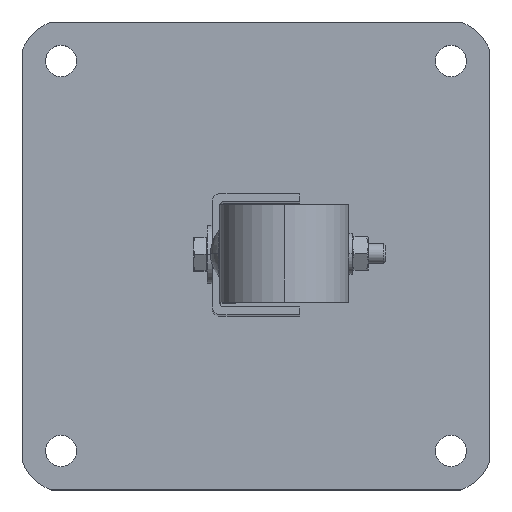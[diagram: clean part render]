
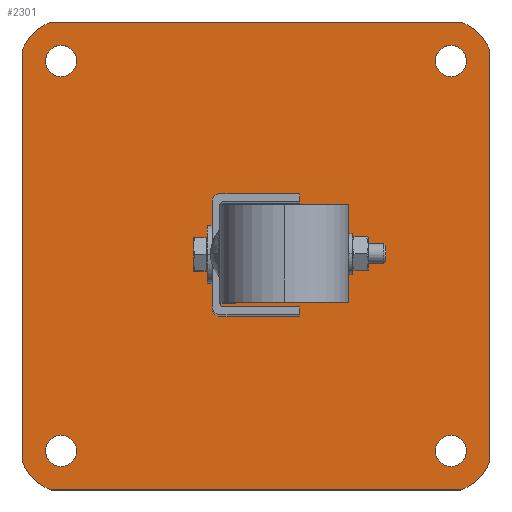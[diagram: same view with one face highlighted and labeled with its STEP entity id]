
A CAD part, top view. The second image highlights one B-rep face of the part: STEP entity #2301.
In plain terms, the highlighted planar face has unit normal (0, 0, 1).
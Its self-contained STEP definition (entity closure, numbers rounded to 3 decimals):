
#48 = AXIS2_PLACEMENT_3D ( 'NONE', #2746, #477, #2898 ) ;
#65 = CIRCLE ( 'NONE', #2970, 8. ) ;
#71 = AXIS2_PLACEMENT_3D ( 'NONE', #3386, #7560, #6334 ) ;
#204 = VERTEX_POINT ( 'NONE', #7458 ) ;
#223 = EDGE_CURVE ( 'NONE', #907, #204, #4243, .T. ) ;
#242 = DIRECTION ( 'NONE',  ( 1., 0., 0. ) ) ;
#255 = DIRECTION ( 'NONE',  ( 1., 0., 0. ) ) ;
#282 = EDGE_CURVE ( 'NONE', #4003, #6328, #65, .T. ) ;
#317 = EDGE_CURVE ( 'NONE', #7473, #2186, #1700, .T. ) ;
#397 = LINE ( 'NONE', #3982, #4848 ) ;
#474 = CARTESIAN_POINT ( 'NONE',  ( -116.903, 112.325, 4. ) ) ;
#477 = DIRECTION ( 'NONE',  ( 0., 0., 1. ) ) ;
#505 = VERTEX_POINT ( 'NONE', #2405 ) ;
#588 = EDGE_CURVE ( 'NONE', #5887, #2186, #2854, .T. ) ;
#606 = ORIENTED_EDGE ( 'NONE', *, *, #1230, .T. ) ;
#608 = VERTEX_POINT ( 'NONE', #3119 ) ;
#663 = CARTESIAN_POINT ( 'NONE',  ( -108.903, 112.325, 4. ) ) ;
#681 = FACE_OUTER_BOUND ( 'NONE', #3377, .T. ) ;
#721 = CARTESIAN_POINT ( 'NONE',  ( 103.097, 132.325, 4. ) ) ;
#722 = PLANE ( 'NONE',  #1384 ) ;
#868 = VERTEX_POINT ( 'NONE', #5012 ) ;
#907 = VERTEX_POINT ( 'NONE', #2072 ) ;
#929 = CARTESIAN_POINT ( 'NONE',  ( -116.903, -87.675, 4. ) ) ;
#947 = ORIENTED_EDGE ( 'NONE', *, *, #1220, .F. ) ;
#1169 = DIRECTION ( 'NONE',  ( 0., 0., 1. ) ) ;
#1220 = EDGE_CURVE ( 'NONE', #4667, #868, #397, .T. ) ;
#1230 = EDGE_CURVE ( 'NONE', #7473, #608, #3449, .T. ) ;
#1238 = DIRECTION ( 'NONE',  ( 0., 0., 1. ) ) ;
#1357 = ORIENTED_EDGE ( 'NONE', *, *, #7150, .T. ) ;
#1360 = CARTESIAN_POINT ( 'NONE',  ( -116.903, -87.675, 4. ) ) ;
#1384 = AXIS2_PLACEMENT_3D ( 'NONE', #3781, #1238, #3663 ) ;
#1409 = DIRECTION ( 'NONE',  ( 0., 0., 1. ) ) ;
#1489 = DIRECTION ( 'NONE',  ( 1., 0., 0. ) ) ;
#1610 = CIRCLE ( 'NONE', #6051, 25. ) ;
#1651 = DIRECTION ( 'NONE',  ( 1., 0., 0. ) ) ;
#1668 = CARTESIAN_POINT ( 'NONE',  ( -121.798, -107.675, 4. ) ) ;
#1700 = LINE ( 'NONE', #6993, #2451 ) ;
#1723 = CARTESIAN_POINT ( 'NONE',  ( -116.903, 112.325, 4. ) ) ;
#1727 = VECTOR ( 'NONE', #6394, 1000. ) ;
#1751 = CARTESIAN_POINT ( 'NONE',  ( 83.097, 112.325, 4. ) ) ;
#1759 = DIRECTION ( 'NONE',  ( 0., 0., 1. ) ) ;
#1802 = EDGE_CURVE ( 'NONE', #2365, #5064, #4551, .T. ) ;
#1804 = ORIENTED_EDGE ( 'NONE', *, *, #282, .F. ) ;
#1882 = AXIS2_PLACEMENT_3D ( 'NONE', #1751, #7712, #2424 ) ;
#2056 = ORIENTED_EDGE ( 'NONE', *, *, #223, .F. ) ;
#2072 = CARTESIAN_POINT ( 'NONE',  ( 91.097, 112.325, 4. ) ) ;
#2099 = DIRECTION ( 'NONE',  ( 0., 0., 1. ) ) ;
#2158 = EDGE_CURVE ( 'NONE', #204, #907, #5576, .T. ) ;
#2186 = VERTEX_POINT ( 'NONE', #2317 ) ;
#2301 = ADVANCED_FACE ( 'NONE', ( #7390, #2462, #5014, #6690, #681 ), #722, .T. ) ;
#2317 = CARTESIAN_POINT ( 'NONE',  ( 103.097, -92.57, 4. ) ) ;
#2365 = VERTEX_POINT ( 'NONE', #6969 ) ;
#2405 = CARTESIAN_POINT ( 'NONE',  ( -121.798, 132.325, 4. ) ) ;
#2415 = ORIENTED_EDGE ( 'NONE', *, *, #3811, .T. ) ;
#2421 = CIRCLE ( 'NONE', #4710, 8. ) ;
#2424 = DIRECTION ( 'NONE',  ( 1., 0., 0. ) ) ;
#2451 = VECTOR ( 'NONE', #5959, 1000. ) ;
#2462 = FACE_BOUND ( 'NONE', #7700, .T. ) ;
#2746 = CARTESIAN_POINT ( 'NONE',  ( 79.562, 108.789, 4. ) ) ;
#2800 = EDGE_CURVE ( 'NONE', #7706, #7304, #2421, .T. ) ;
#2854 = CIRCLE ( 'NONE', #71, 25. ) ;
#2898 = DIRECTION ( 'NONE',  ( 1., 0., 0. ) ) ;
#2936 = EDGE_CURVE ( 'NONE', #4667, #3434, #7510, .T. ) ;
#2963 = EDGE_LOOP ( 'NONE', ( #5846, #5236 ) ) ;
#2970 = AXIS2_PLACEMENT_3D ( 'NONE', #474, #5161, #3370 ) ;
#3112 = CIRCLE ( 'NONE', #3615, 8. ) ;
#3119 = CARTESIAN_POINT ( 'NONE',  ( 87.993, 132.325, 4. ) ) ;
#3140 = DIRECTION ( 'NONE',  ( -1., 0., 0. ) ) ;
#3189 = AXIS2_PLACEMENT_3D ( 'NONE', #1360, #4456, #255 ) ;
#3214 = CARTESIAN_POINT ( 'NONE',  ( -124.903, 112.325, 4. ) ) ;
#3237 = ORIENTED_EDGE ( 'NONE', *, *, #2936, .T. ) ;
#3268 = EDGE_CURVE ( 'NONE', #7304, #7706, #5615, .T. ) ;
#3271 = DIRECTION ( 'NONE',  ( 0., 0., 1. ) ) ;
#3368 = CARTESIAN_POINT ( 'NONE',  ( 75.097, -87.675, 4. ) ) ;
#3370 = DIRECTION ( 'NONE',  ( 1., 0., 0. ) ) ;
#3377 = EDGE_LOOP ( 'NONE', ( #1357, #4427, #947, #3237, #2415, #4106, #6319, #606 ) ) ;
#3386 = CARTESIAN_POINT ( 'NONE',  ( 79.562, -84.14, 4. ) ) ;
#3404 = DIRECTION ( 'NONE',  ( 0., 1., 0. ) ) ;
#3417 = EDGE_LOOP ( 'NONE', ( #4386, #2056 ) ) ;
#3434 = VERTEX_POINT ( 'NONE', #1668 ) ;
#3449 = CIRCLE ( 'NONE', #48, 25. ) ;
#3615 = AXIS2_PLACEMENT_3D ( 'NONE', #3849, #7368, #242 ) ;
#3663 = DIRECTION ( 'NONE',  ( 1., 0., 0. ) ) ;
#3670 = DIRECTION ( 'NONE',  ( -1., 0., 0. ) ) ;
#3781 = CARTESIAN_POINT ( 'NONE',  ( -136.903, 132.325, 4. ) ) ;
#3811 = EDGE_CURVE ( 'NONE', #3434, #5887, #5162, .T. ) ;
#3849 = CARTESIAN_POINT ( 'NONE',  ( 83.097, -87.675, 4. ) ) ;
#3877 = DIRECTION ( 'NONE',  ( -1., 0., 0. ) ) ;
#3981 = CARTESIAN_POINT ( 'NONE',  ( -136.903, -107.675, 4. ) ) ;
#3982 = CARTESIAN_POINT ( 'NONE',  ( -136.903, -107.675, 4. ) ) ;
#4003 = VERTEX_POINT ( 'NONE', #663 ) ;
#4106 = ORIENTED_EDGE ( 'NONE', *, *, #588, .T. ) ;
#4130 = ORIENTED_EDGE ( 'NONE', *, *, #1802, .F. ) ;
#4243 = CIRCLE ( 'NONE', #5896, 8. ) ;
#4246 = EDGE_CURVE ( 'NONE', #505, #868, #1610, .T. ) ;
#4325 = CARTESIAN_POINT ( 'NONE',  ( 103.097, 117.22, 4. ) ) ;
#4379 = CARTESIAN_POINT ( 'NONE',  ( -108.903, -87.675, 4. ) ) ;
#4386 = ORIENTED_EDGE ( 'NONE', *, *, #2158, .F. ) ;
#4427 = ORIENTED_EDGE ( 'NONE', *, *, #4246, .T. ) ;
#4456 = DIRECTION ( 'NONE',  ( 0., 0., 1. ) ) ;
#4469 = CARTESIAN_POINT ( 'NONE',  ( -113.367, -84.14, 4. ) ) ;
#4511 = DIRECTION ( 'NONE',  ( 0., 0., 1. ) ) ;
#4551 = CIRCLE ( 'NONE', #7210, 8. ) ;
#4667 = VERTEX_POINT ( 'NONE', #5553 ) ;
#4703 = ORIENTED_EDGE ( 'NONE', *, *, #5646, .F. ) ;
#4710 = AXIS2_PLACEMENT_3D ( 'NONE', #929, #3271, #1489 ) ;
#4848 = VECTOR ( 'NONE', #3404, 1000. ) ;
#4869 = ORIENTED_EDGE ( 'NONE', *, *, #6437, .F. ) ;
#4985 = CARTESIAN_POINT ( 'NONE',  ( -113.367, 108.789, 4. ) ) ;
#5012 = CARTESIAN_POINT ( 'NONE',  ( -136.903, 117.22, 4. ) ) ;
#5014 = FACE_BOUND ( 'NONE', #3417, .T. ) ;
#5064 = VERTEX_POINT ( 'NONE', #3368 ) ;
#5078 = CARTESIAN_POINT ( 'NONE',  ( 83.097, 112.325, 4. ) ) ;
#5094 = AXIS2_PLACEMENT_3D ( 'NONE', #1723, #1169, #1651 ) ;
#5161 = DIRECTION ( 'NONE',  ( 0., 0., 1. ) ) ;
#5162 = LINE ( 'NONE', #3981, #1727 ) ;
#5236 = ORIENTED_EDGE ( 'NONE', *, *, #2800, .F. ) ;
#5251 = EDGE_LOOP ( 'NONE', ( #4869, #4130 ) ) ;
#5323 = CARTESIAN_POINT ( 'NONE',  ( -124.903, -87.675, 4. ) ) ;
#5553 = CARTESIAN_POINT ( 'NONE',  ( -136.903, -92.57, 4. ) ) ;
#5576 = CIRCLE ( 'NONE', #1882, 8. ) ;
#5615 = CIRCLE ( 'NONE', #3189, 8. ) ;
#5646 = EDGE_CURVE ( 'NONE', #6328, #4003, #7501, .T. ) ;
#5846 = ORIENTED_EDGE ( 'NONE', *, *, #3268, .F. ) ;
#5887 = VERTEX_POINT ( 'NONE', #6653 ) ;
#5896 = AXIS2_PLACEMENT_3D ( 'NONE', #5078, #2099, #7417 ) ;
#5959 = DIRECTION ( 'NONE',  ( 0., -1., 0. ) ) ;
#5985 = CARTESIAN_POINT ( 'NONE',  ( 83.097, -87.675, 4. ) ) ;
#6051 = AXIS2_PLACEMENT_3D ( 'NONE', #4985, #1409, #3670 ) ;
#6165 = LINE ( 'NONE', #721, #7410 ) ;
#6319 = ORIENTED_EDGE ( 'NONE', *, *, #317, .F. ) ;
#6328 = VERTEX_POINT ( 'NONE', #3214 ) ;
#6334 = DIRECTION ( 'NONE',  ( 1., 0., 0. ) ) ;
#6394 = DIRECTION ( 'NONE',  ( 1., 0., 0. ) ) ;
#6437 = EDGE_CURVE ( 'NONE', #5064, #2365, #3112, .T. ) ;
#6614 = DIRECTION ( 'NONE',  ( 1., 0., 0. ) ) ;
#6653 = CARTESIAN_POINT ( 'NONE',  ( 87.993, -107.675, 4. ) ) ;
#6690 = FACE_BOUND ( 'NONE', #5251, .T. ) ;
#6969 = CARTESIAN_POINT ( 'NONE',  ( 91.097, -87.675, 4. ) ) ;
#6993 = CARTESIAN_POINT ( 'NONE',  ( 103.097, 132.325, 4. ) ) ;
#7133 = AXIS2_PLACEMENT_3D ( 'NONE', #4469, #4511, #3877 ) ;
#7150 = EDGE_CURVE ( 'NONE', #608, #505, #6165, .T. ) ;
#7210 = AXIS2_PLACEMENT_3D ( 'NONE', #5985, #1759, #6614 ) ;
#7304 = VERTEX_POINT ( 'NONE', #5323 ) ;
#7368 = DIRECTION ( 'NONE',  ( 0., 0., 1. ) ) ;
#7390 = FACE_BOUND ( 'NONE', #2963, .T. ) ;
#7410 = VECTOR ( 'NONE', #3140, 1000. ) ;
#7417 = DIRECTION ( 'NONE',  ( 1., 0., 0. ) ) ;
#7458 = CARTESIAN_POINT ( 'NONE',  ( 75.097, 112.325, 4. ) ) ;
#7473 = VERTEX_POINT ( 'NONE', #4325 ) ;
#7501 = CIRCLE ( 'NONE', #5094, 8. ) ;
#7510 = CIRCLE ( 'NONE', #7133, 25. ) ;
#7560 = DIRECTION ( 'NONE',  ( 0., 0., 1. ) ) ;
#7700 = EDGE_LOOP ( 'NONE', ( #4703, #1804 ) ) ;
#7706 = VERTEX_POINT ( 'NONE', #4379 ) ;
#7712 = DIRECTION ( 'NONE',  ( 0., 0., 1. ) ) ;
